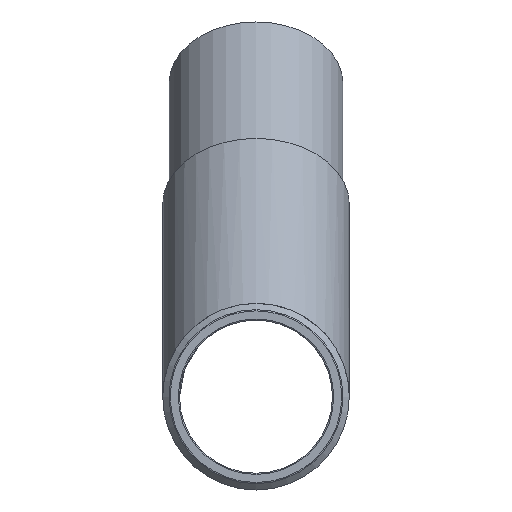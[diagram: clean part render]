
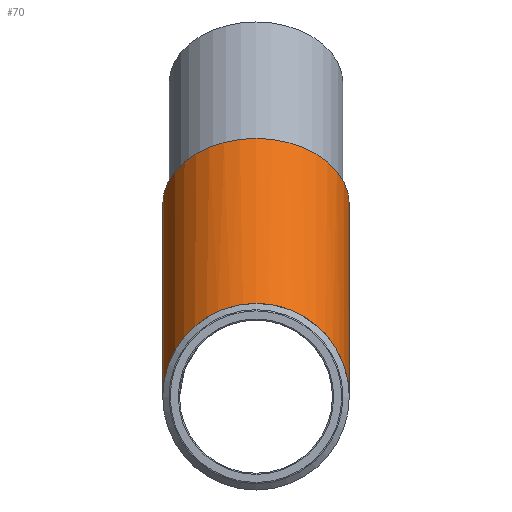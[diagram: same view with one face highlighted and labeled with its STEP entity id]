
A CAD part, left-side view. The second image highlights one B-rep face of the part: STEP entity #70.
In plain terms, the highlighted cylindrical face has radius 40.236 mm (diameter 80.472 mm), a full revolution.
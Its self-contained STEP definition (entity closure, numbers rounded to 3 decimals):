
#70 = ADVANCED_FACE( '', ( #153, #154 ), #155, .T. );
#153 = FACE_OUTER_BOUND( '', #234, .T. );
#154 = FACE_OUTER_BOUND( '', #235, .T. );
#155 = CYLINDRICAL_SURFACE( '', #236, 40.236 );
#234 = EDGE_LOOP( '', ( #340 ) );
#235 = EDGE_LOOP( '', ( #341, #342 ) );
#236 = AXIS2_PLACEMENT_3D( '', #343, #344, #345 );
#340 = ORIENTED_EDGE( '', *, *, #399, .F. );
#341 = ORIENTED_EDGE( '', *, *, #376, .T. );
#342 = ORIENTED_EDGE( '', *, *, #375, .T. );
#343 = CARTESIAN_POINT( '', ( 238.057, 0., 135.057 ) );
#344 = DIRECTION( '', ( -0.707, 0., -0.707 ) );
#345 = DIRECTION( '', ( 0.707, 0., -0.707 ) );
#375 = EDGE_CURVE( '', #421, #422, #423, .T. );
#376 = EDGE_CURVE( '', #422, #421, #424, .F. );
#399 = EDGE_CURVE( '', #458, #458, #459, .T. );
#421 = VERTEX_POINT( '', #481 );
#422 = VERTEX_POINT( '', #482 );
#423 = ELLIPSE( '', #483, 43.551, 40.236 );
#424 = ELLIPSE( '', #484, 105.142, 40.236 );
#458 = VERTEX_POINT( '', #518 );
#459 = CIRCLE( '', #519, 40.236 );
#481 = CARTESIAN_POINT( '', ( 103., 40.236, 0. ) );
#482 = CARTESIAN_POINT( '', ( 103., -40.236, 0. ) );
#483 = AXIS2_PLACEMENT_3D( '', #544, #545, #546 );
#484 = AXIS2_PLACEMENT_3D( '', #547, #548, #549 );
#518 = CARTESIAN_POINT( '', ( 214.369, 0., 54.467 ) );
#519 = AXIS2_PLACEMENT_3D( '', #583, #584, #585 );
#544 = CARTESIAN_POINT( '', ( 103., 0., 0. ) );
#545 = DIRECTION( '', ( 0.924, 0., 0.383 ) );
#546 = DIRECTION( '', ( 0.383, 0., -0.924 ) );
#547 = CARTESIAN_POINT( '', ( 103., 0., 0. ) );
#548 = DIRECTION( '', ( 0.383, 0., -0.924 ) );
#549 = DIRECTION( '', ( 0.924, 0., 0.383 ) );
#583 = CARTESIAN_POINT( '', ( 185.918, 0., 82.918 ) );
#584 = DIRECTION( '', ( 0.707, 0., 0.707 ) );
#585 = DIRECTION( '', ( 0.707, 0., -0.707 ) );
